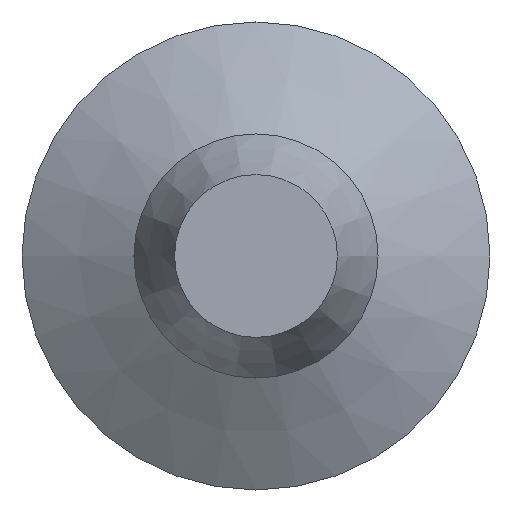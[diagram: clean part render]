
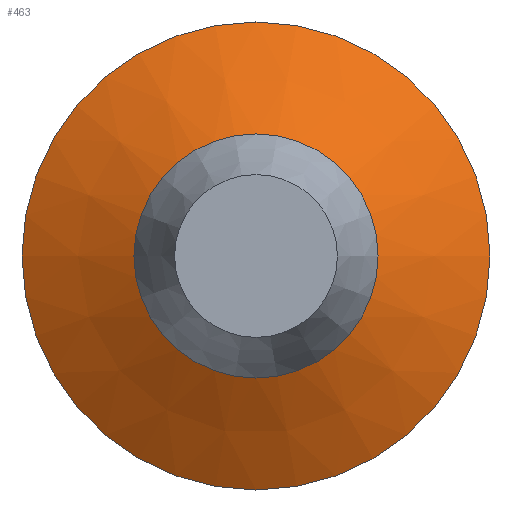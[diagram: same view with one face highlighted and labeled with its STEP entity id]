
A CAD part, front view. The second image highlights one B-rep face of the part: STEP entity #463.
In plain terms, the highlighted conical face has half-angle 60 degrees and reference radius 3 mm.
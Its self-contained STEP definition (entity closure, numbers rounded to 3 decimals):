
#145=CONICAL_SURFACE('',#2431,3.,60.);
#162=FACE_BOUND('',#769,.T.);
#163=FACE_BOUND('',#770,.T.);
#354=CIRCLE('',#2428,3.);
#355=CIRCLE('',#2430,5.75);
#463=ADVANCED_FACE('',(#162,#163),#145,.T.);
#769=EDGE_LOOP('',(#1207));
#770=EDGE_LOOP('',(#1208));
#1207=ORIENTED_EDGE('',*,*,#1861,.F.);
#1208=ORIENTED_EDGE('',*,*,#1860,.F.);
#1580=VERTEX_POINT('',#3982);
#1581=VERTEX_POINT('',#3985);
#1860=EDGE_CURVE('',#1580,#1580,#354,.T.);
#1861=EDGE_CURVE('',#1581,#1581,#355,.T.);
#2428=AXIS2_PLACEMENT_3D('',#3981,#2961,#2962);
#2430=AXIS2_PLACEMENT_3D('',#3984,#2965,#2966);
#2431=AXIS2_PLACEMENT_3D('',#3986,#2967,#2968);
#2961=DIRECTION('',(0.,-1.,0.));
#2962=DIRECTION('',(1.,0.,0.));
#2965=DIRECTION('',(0.,1.,0.));
#2966=DIRECTION('',(1.,0.,0.));
#2967=DIRECTION('',(0.,1.,0.));
#2968=DIRECTION('',(1.,0.,0.));
#3981=CARTESIAN_POINT('',(0.,-18.1,0.));
#3982=CARTESIAN_POINT('',(3.,-18.1,0.));
#3984=CARTESIAN_POINT('',(0.,-16.512,0.));
#3985=CARTESIAN_POINT('',(5.75,-16.512,0.));
#3986=CARTESIAN_POINT('',(0.,-18.1,0.));
